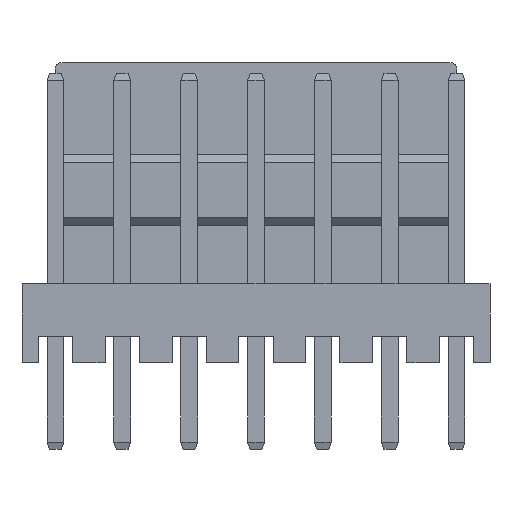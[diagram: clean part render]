
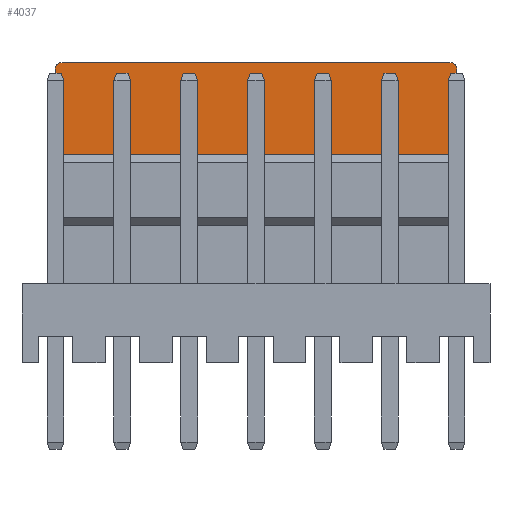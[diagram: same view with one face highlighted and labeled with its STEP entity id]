
A CAD part, front view. The second image highlights one B-rep face of the part: STEP entity #4037.
In plain terms, the highlighted planar face has unit normal (0, -1, 0).
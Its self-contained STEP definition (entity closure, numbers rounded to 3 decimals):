
#94 = AXIS2_PLACEMENT_3D ( 'NONE', #3852, #953, #3816 ) ;
#133 = VECTOR ( 'NONE', #4517, 1000. ) ;
#517 = VERTEX_POINT ( 'NONE', #4056 ) ;
#631 = CARTESIAN_POINT ( 'NONE',  ( 0., 1.5, 11.15 ) ) ;
#724 = DIRECTION ( 'NONE',  ( 0., 0., 1. ) ) ;
#726 = LINE ( 'NONE', #1181, #133 ) ;
#759 = DIRECTION ( 'NONE',  ( 0., -1., 0. ) ) ;
#880 = AXIS2_PLACEMENT_3D ( 'NONE', #4163, #759, #3754 ) ;
#888 = VECTOR ( 'NONE', #4599, 1000. ) ;
#953 = DIRECTION ( 'NONE',  ( 0., 1., 0. ) ) ;
#988 = VECTOR ( 'NONE', #5298, 1000. ) ;
#1104 = ORIENTED_EDGE ( 'NONE', *, *, #3022, .T. ) ;
#1148 = CARTESIAN_POINT ( 'NONE',  ( 15.24, 1.5, 11.4 ) ) ;
#1181 = CARTESIAN_POINT ( 'NONE',  ( 15.24, 1.5, 7.9 ) ) ;
#1351 = VERTEX_POINT ( 'NONE', #631 ) ;
#1470 = ORIENTED_EDGE ( 'NONE', *, *, #3023, .T. ) ;
#1600 = CARTESIAN_POINT ( 'NONE',  ( 15.24, 1.5, 0. ) ) ;
#1962 = CARTESIAN_POINT ( 'NONE',  ( 15.24, 1.5, 7.9 ) ) ;
#1987 = DIRECTION ( 'NONE',  ( 0., 0., 1. ) ) ;
#1988 = DIRECTION ( 'NONE',  ( 0., 1., 0. ) ) ;
#2031 = CARTESIAN_POINT ( 'NONE',  ( 0., 1.5, 0. ) ) ;
#2083 = CARTESIAN_POINT ( 'NONE',  ( 0.25, 1.5, 11.4 ) ) ;
#2103 = CARTESIAN_POINT ( 'NONE',  ( 14.99, 1.5, 11.4 ) ) ;
#2219 = ORIENTED_EDGE ( 'NONE', *, *, #2845, .F. ) ;
#2607 = ORIENTED_EDGE ( 'NONE', *, *, #3698, .F. ) ;
#2790 = CARTESIAN_POINT ( 'NONE',  ( 0.25, 1.5, 11.15 ) ) ;
#2843 = VERTEX_POINT ( 'NONE', #4841 ) ;
#2845 = EDGE_CURVE ( 'NONE', #4169, #4640, #2947, .T. ) ;
#2947 = LINE ( 'NONE', #1148, #988 ) ;
#3022 = EDGE_CURVE ( 'NONE', #517, #3734, #726, .T. ) ;
#3023 = EDGE_CURVE ( 'NONE', #3734, #2843, #4349, .T. ) ;
#3031 = FACE_OUTER_BOUND ( 'NONE', #4242, .T. ) ;
#3240 = EDGE_CURVE ( 'NONE', #4640, #2843, #4164, .T. ) ;
#3477 = AXIS2_PLACEMENT_3D ( 'NONE', #2790, #1988, #724 ) ;
#3509 = LINE ( 'NONE', #2031, #888 ) ;
#3698 = EDGE_CURVE ( 'NONE', #1351, #4169, #5276, .T. ) ;
#3734 = VERTEX_POINT ( 'NONE', #1962 ) ;
#3754 = DIRECTION ( 'NONE',  ( 0., 0., -1. ) ) ;
#3816 = DIRECTION ( 'NONE',  ( 0., 0., -1. ) ) ;
#3852 = CARTESIAN_POINT ( 'NONE',  ( 14.99, 1.5, 11.15 ) ) ;
#4037 = ADVANCED_FACE ( 'NONE', ( #3031 ), #5001, .T. ) ;
#4056 = CARTESIAN_POINT ( 'NONE',  ( 0., 1.5, 7.9 ) ) ;
#4140 = ORIENTED_EDGE ( 'NONE', *, *, #5066, .F. ) ;
#4163 = CARTESIAN_POINT ( 'NONE',  ( 15.24, 1.5, 7.9 ) ) ;
#4164 = CIRCLE ( 'NONE', #94, 0.25 ) ;
#4169 = VERTEX_POINT ( 'NONE', #2083 ) ;
#4242 = EDGE_LOOP ( 'NONE', ( #4706, #2219, #2607, #4140, #1104, #1470 ) ) ;
#4349 = LINE ( 'NONE', #1600, #5333 ) ;
#4517 = DIRECTION ( 'NONE',  ( 1., 0., 0. ) ) ;
#4599 = DIRECTION ( 'NONE',  ( 0., 0., 1. ) ) ;
#4640 = VERTEX_POINT ( 'NONE', #2103 ) ;
#4706 = ORIENTED_EDGE ( 'NONE', *, *, #3240, .F. ) ;
#4841 = CARTESIAN_POINT ( 'NONE',  ( 15.24, 1.5, 11.15 ) ) ;
#5001 = PLANE ( 'NONE',  #880 ) ;
#5066 = EDGE_CURVE ( 'NONE', #517, #1351, #3509, .T. ) ;
#5276 = CIRCLE ( 'NONE', #3477, 0.25 ) ;
#5298 = DIRECTION ( 'NONE',  ( 1., 0., 0. ) ) ;
#5333 = VECTOR ( 'NONE', #1987, 1000. ) ;
